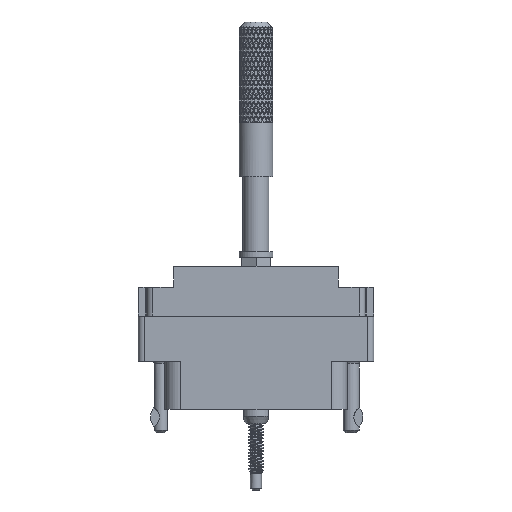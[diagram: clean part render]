
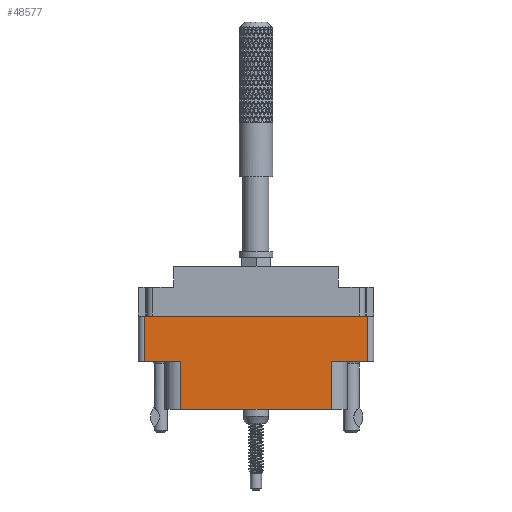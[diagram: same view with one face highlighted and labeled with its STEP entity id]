
A CAD part, front view. The second image highlights one B-rep face of the part: STEP entity #48577.
In plain terms, the highlighted planar face has unit normal (0, -1, 0).
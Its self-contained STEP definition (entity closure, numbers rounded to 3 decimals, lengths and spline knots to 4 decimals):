
#2440 = VERTEX_POINT ( 'NONE', #37877 ) ;
#2651 = EDGE_LOOP ( 'NONE', ( #174227, #17244, #15637, #164397, #21969, #56734, #33715, #60646 ) ) ;
#3470 = LINE ( 'NONE', #30589, #33240 ) ;
#9397 = VERTEX_POINT ( 'NONE', #45940 ) ;
#12353 = CARTESIAN_POINT ( 'NONE',  ( -0.624, -0.343, -0.798 ) ) ;
#15637 = ORIENTED_EDGE ( 'NONE', *, *, #108235, .F. ) ;
#17244 = ORIENTED_EDGE ( 'NONE', *, *, #188091, .T. ) ;
#18028 = EDGE_CURVE ( 'NONE', #9397, #2440, #3470, .T. ) ;
#18070 = VECTOR ( 'NONE', #72936, 39.3701 ) ;
#19054 = LINE ( 'NONE', #161449, #170344 ) ;
#19666 = CARTESIAN_POINT ( 'NONE',  ( 0.42, -0.343, -0.529 ) ) ;
#20833 = VERTEX_POINT ( 'NONE', #112886 ) ;
#21969 = ORIENTED_EDGE ( 'NONE', *, *, #32155, .T. ) ;
#22680 = CARTESIAN_POINT ( 'NONE',  ( -0.42, -0.343, -0.529 ) ) ;
#30589 = CARTESIAN_POINT ( 'NONE',  ( 0., -0.343, -0.529 ) ) ;
#32155 = EDGE_CURVE ( 'NONE', #103310, #86756, #161499, .T. ) ;
#33240 = VECTOR ( 'NONE', #75508, 39.3701 ) ;
#33715 = ORIENTED_EDGE ( 'NONE', *, *, #104848, .F. ) ;
#37877 = CARTESIAN_POINT ( 'NONE',  ( -0.42, -0.343, -0.529 ) ) ;
#45940 = CARTESIAN_POINT ( 'NONE',  ( -0.624, -0.343, -0.529 ) ) ;
#46523 = VECTOR ( 'NONE', #84017, 39.3701 ) ;
#48577 = ADVANCED_FACE ( 'NONE', ( #60120 ), #96775, .T. ) ;
#56539 = VERTEX_POINT ( 'NONE', #70783 ) ;
#56734 = ORIENTED_EDGE ( 'NONE', *, *, #129377, .F. ) ;
#56952 = CARTESIAN_POINT ( 'NONE',  ( 0., -0.343, -0.529 ) ) ;
#58472 = DIRECTION ( 'NONE',  ( 1., 0., 0. ) ) ;
#60120 = FACE_OUTER_BOUND ( 'NONE', #2651, .T. ) ;
#60646 = ORIENTED_EDGE ( 'NONE', *, *, #18028, .T. ) ;
#61263 = LINE ( 'NONE', #22680, #118621 ) ;
#67877 = CARTESIAN_POINT ( 'NONE',  ( 0.42, -0.343, -0.529 ) ) ;
#70783 = CARTESIAN_POINT ( 'NONE',  ( -0.624, -0.343, -0.277 ) ) ;
#72936 = DIRECTION ( 'NONE',  ( -1., 0., 0. ) ) ;
#75508 = DIRECTION ( 'NONE',  ( 1., 0., 0. ) ) ;
#84017 = DIRECTION ( 'NONE',  ( 1., 0., 0. ) ) ;
#86756 = VERTEX_POINT ( 'NONE', #109820 ) ;
#86868 = LINE ( 'NONE', #56952, #18070 ) ;
#90525 = CARTESIAN_POINT ( 'NONE',  ( 0.42, -0.343, -0.798 ) ) ;
#93407 = VERTEX_POINT ( 'NONE', #19666 ) ;
#96775 = PLANE ( 'NONE',  #104740 ) ;
#101215 = DIRECTION ( 'NONE',  ( 0., 0., 1. ) ) ;
#102831 = LINE ( 'NONE', #67877, #127911 ) ;
#103310 = VERTEX_POINT ( 'NONE', #172928 ) ;
#104740 = AXIS2_PLACEMENT_3D ( 'NONE', #142288, #113466, #169811 ) ;
#104848 = EDGE_CURVE ( 'NONE', #9397, #56539, #19054, .T. ) ;
#108235 = EDGE_CURVE ( 'NONE', #93407, #172552, #102831, .T. ) ;
#109820 = CARTESIAN_POINT ( 'NONE',  ( 0.624, -0.343, -0.277 ) ) ;
#112826 = CARTESIAN_POINT ( 'NONE',  ( -0.656, -0.343, -0.277 ) ) ;
#112886 = CARTESIAN_POINT ( 'NONE',  ( -0.42, -0.343, -0.798 ) ) ;
#113466 = DIRECTION ( 'NONE',  ( 0., -1., 0. ) ) ;
#118621 = VECTOR ( 'NONE', #125306, 39.3701 ) ;
#125306 = DIRECTION ( 'NONE',  ( 0., 0., -1. ) ) ;
#127911 = VECTOR ( 'NONE', #170307, 39.3701 ) ;
#129377 = EDGE_CURVE ( 'NONE', #56539, #86756, #147495, .T. ) ;
#129575 = VECTOR ( 'NONE', #172748, 39.3701 ) ;
#142288 = CARTESIAN_POINT ( 'NONE',  ( -0.624, -0.343, -0.798 ) ) ;
#146063 = LINE ( 'NONE', #12353, #157596 ) ;
#147495 = LINE ( 'NONE', #112826, #46523 ) ;
#148408 = EDGE_CURVE ( 'NONE', #103310, #93407, #86868, .T. ) ;
#157596 = VECTOR ( 'NONE', #58472, 39.3701 ) ;
#161449 = CARTESIAN_POINT ( 'NONE',  ( -0.624, -0.343, -0.798 ) ) ;
#161499 = LINE ( 'NONE', #170826, #129575 ) ;
#164397 = ORIENTED_EDGE ( 'NONE', *, *, #148408, .F. ) ;
#169811 = DIRECTION ( 'NONE',  ( 0., 0., -1. ) ) ;
#170307 = DIRECTION ( 'NONE',  ( 0., 0., -1. ) ) ;
#170344 = VECTOR ( 'NONE', #101215, 39.3701 ) ;
#170826 = CARTESIAN_POINT ( 'NONE',  ( 0.624, -0.343, -0.798 ) ) ;
#172552 = VERTEX_POINT ( 'NONE', #90525 ) ;
#172748 = DIRECTION ( 'NONE',  ( 0., 0., 1. ) ) ;
#172928 = CARTESIAN_POINT ( 'NONE',  ( 0.624, -0.343, -0.529 ) ) ;
#174227 = ORIENTED_EDGE ( 'NONE', *, *, #187631, .T. ) ;
#187631 = EDGE_CURVE ( 'NONE', #2440, #20833, #61263, .T. ) ;
#188091 = EDGE_CURVE ( 'NONE', #20833, #172552, #146063, .T. ) ;
